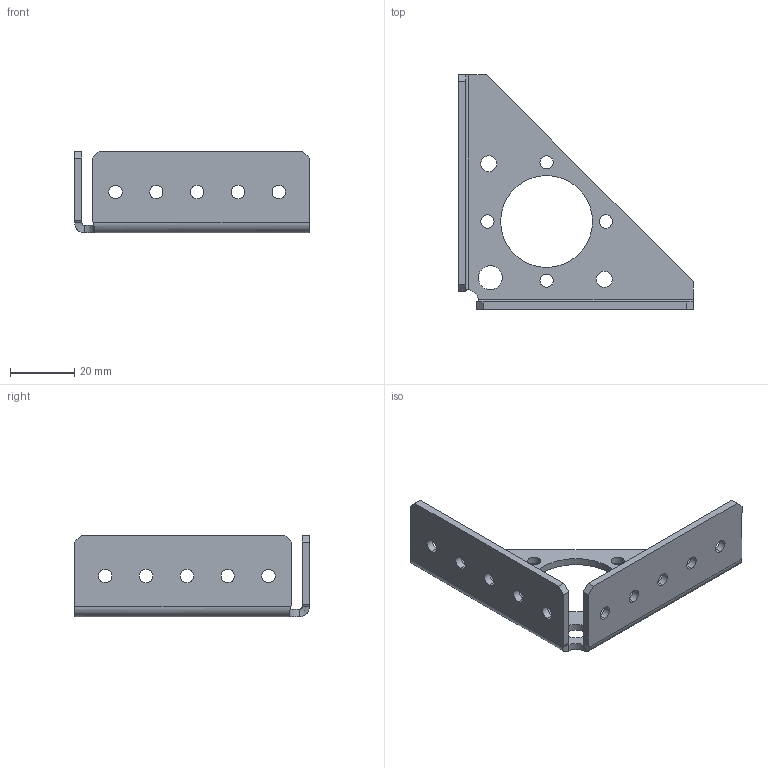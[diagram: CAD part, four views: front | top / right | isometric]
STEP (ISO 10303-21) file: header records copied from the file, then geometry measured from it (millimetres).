
FILE_DESCRIPTION (( 'STEP AP214' ), '1' );
FILE_NAME ('217-3559-STEP.STEP', '2013-12-10T16:13:59', ( '' ), ( '' ), 'SwSTEP 2.0', 'SolidWorks 2013', '' );
FILE_SCHEMA (( 'AUTOMOTIVE_DESIGN' ));
Length unit declared in the file: inch
Products named in the file (1): 217-3559-STEP
Bounding box: 73.03 x 73.03 x 25.4 mm (x, y, z)
Volume: 12144.4 mm3; surface area: 12145.7 mm2
Topology: 1 solids, 1 shells, 66 faces, 176 edges, 112 vertices
Faces by surface type: cylinder 43, plane 21, bspline 2
Entity records: 2240 total; most frequent: CARTESIAN_POINT 431, DIRECTION 380, ORIENTED_EDGE 352, EDGE_CURVE 176, AXIS2_PLACEMENT_3D 147, VERTEX_POINT 112, EDGE_LOOP 102, VECTOR 86
